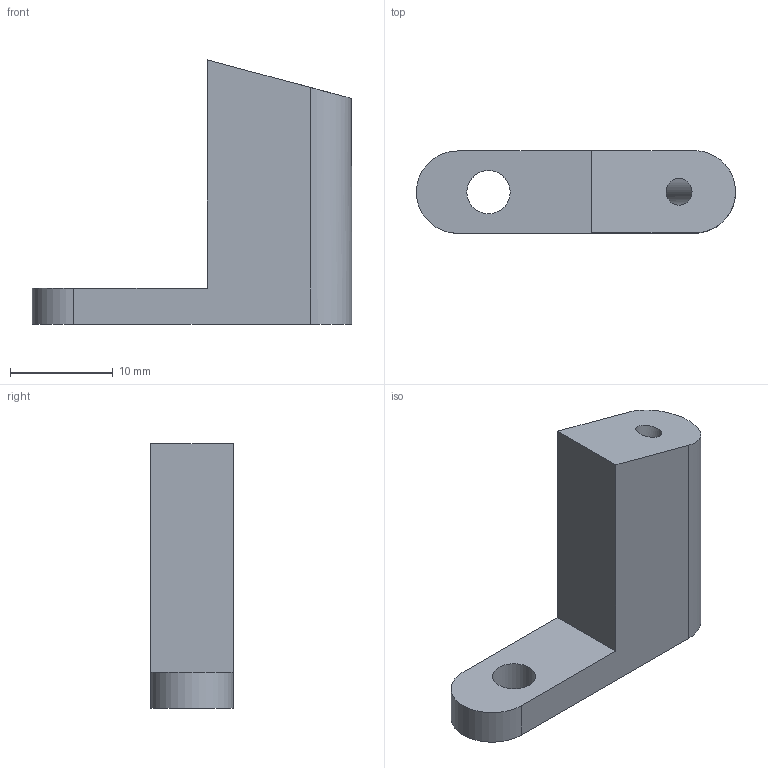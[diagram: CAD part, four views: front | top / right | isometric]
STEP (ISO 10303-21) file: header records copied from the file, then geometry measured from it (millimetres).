
FILE_DESCRIPTION(('FreeCAD Model'),'2;1');
FILE_NAME('old-board-holder-x2.step', '2021-05-25T10:37:56',('Author'),(''), 'Open CASCADE STEP processor 7.3','FreeCAD','Unknown');
FILE_SCHEMA(('AUTOMOTIVE_DESIGN { 1 0 10303 214 1 1 1 1 }'));
Length unit declared in the file: millimetre
Products named in the file (1): SF-board-holder
Bounding box: 31 x 8 x 25.66 mm (x, y, z)
Volume: 2863.7 mm3; surface area: 1648.9 mm2
Topology: 1 solids, 1 shells, 11 faces, 25 edges, 17 vertices
Faces by surface type: plane 7, cylinder 4
Full cylindrical faces by diameter (mm): 2.6 x1, 4.2 x1
Entity records: 748 total; most frequent: CARTESIAN_POINT 144, DIRECTION 97, ORIENTED_EDGE 50, PCURVE 50, DEFINITIONAL_REPRESENTATION 50, LINE 50, VECTOR 50, EDGE_CURVE 25
